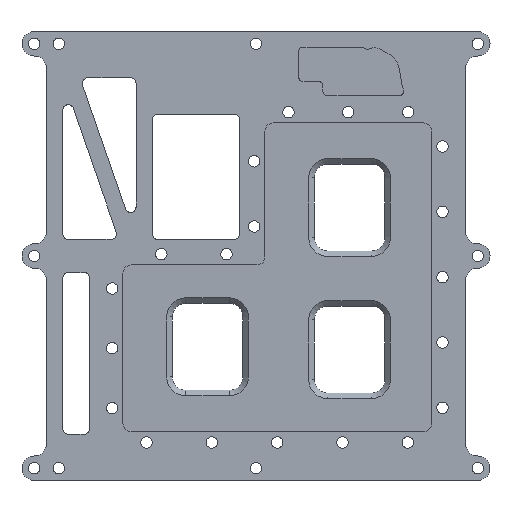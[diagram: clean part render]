
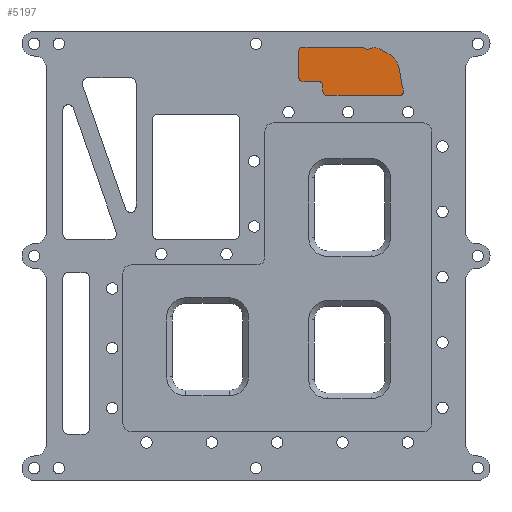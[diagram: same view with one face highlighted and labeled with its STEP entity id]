
A CAD part, front view. The second image highlights one B-rep face of the part: STEP entity #5197.
In plain terms, the highlighted planar face has unit normal (0, -1, 0).
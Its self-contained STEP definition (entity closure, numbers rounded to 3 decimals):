
#57 = VERTEX_POINT ( 'NONE', #7682 ) ;
#74 = CARTESIAN_POINT ( 'NONE',  ( 26.432, 0.75, 30.27 ) ) ;
#131 = CARTESIAN_POINT ( 'NONE',  ( 26.54, 0.75, 33.047 ) ) ;
#171 = VECTOR ( 'NONE', #1163, 1000. ) ;
#265 = EDGE_CURVE ( 'NONE', #7697, #5887, #2099, .T. ) ;
#281 = AXIS2_PLACEMENT_3D ( 'NONE', #74, #7759, #7004 ) ;
#340 = DIRECTION ( 'NONE',  ( 0., -1., 0. ) ) ;
#350 = EDGE_CURVE ( 'NONE', #8166, #57, #5831, .T. ) ;
#371 = AXIS2_PLACEMENT_3D ( 'NONE', #6017, #6681, #7351 ) ;
#555 = CARTESIAN_POINT ( 'NONE',  ( 7.881, 0.75, 32.81 ) ) ;
#669 = CARTESIAN_POINT ( 'NONE',  ( 27.139, 0.75, 30.521 ) ) ;
#841 = VERTEX_POINT ( 'NONE', #2041 ) ;
#868 = CARTESIAN_POINT ( 'NONE',  ( 7.881, 0.75, 37.654 ) ) ;
#958 = ORIENTED_EDGE ( 'NONE', *, *, #7268, .T. ) ;
#1080 = VECTOR ( 'NONE', #7287, 1000. ) ;
#1093 = VECTOR ( 'NONE', #4018, 1000. ) ;
#1138 = ORIENTED_EDGE ( 'NONE', *, *, #265, .T. ) ;
#1163 = DIRECTION ( 'NONE',  ( 1., 0., 0. ) ) ;
#1213 = FACE_OUTER_BOUND ( 'NONE', #1810, .T. ) ;
#1466 = CARTESIAN_POINT ( 'NONE',  ( 20.034, 0.75, 38.082 ) ) ;
#1549 = AXIS2_PLACEMENT_3D ( 'NONE', #7498, #2358, #6829 ) ;
#1651 = LINE ( 'NONE', #3651, #1080 ) ;
#1668 = DIRECTION ( 'NONE',  ( 0., 1., 0. ) ) ;
#1709 = DIRECTION ( 'NONE',  ( 0., 0., -1. ) ) ;
#1728 = VERTEX_POINT ( 'NONE', #6513 ) ;
#1810 = EDGE_LOOP ( 'NONE', ( #8043, #6913, #5524, #3730, #4533, #1138, #8117, #958, #3455, #4689, #5185, #4327 ) ) ;
#1935 = CARTESIAN_POINT ( 'NONE',  ( 27.147, 0.75, 30.498 ) ) ;
#2041 = CARTESIAN_POINT ( 'NONE',  ( 26.432, 0.75, 29.52 ) ) ;
#2044 = CARTESIAN_POINT ( 'NONE',  ( 26.786, 0.75, 31.181 ) ) ;
#2068 = CIRCLE ( 'NONE', #1549, 0.75 ) ;
#2099 = CIRCLE ( 'NONE', #371, 0.75 ) ;
#2149 = EDGE_CURVE ( 'NONE', #3729, #841, #7476, .T. ) ;
#2233 = AXIS2_PLACEMENT_3D ( 'NONE', #3507, #1668, #1709 ) ;
#2278 = CIRCLE ( 'NONE', #8026, 0.75 ) ;
#2358 = DIRECTION ( 'NONE',  ( 0., 1., 0. ) ) ;
#2473 = DIRECTION ( 'NONE',  ( 0., 0., -1. ) ) ;
#2555 = CARTESIAN_POINT ( 'NONE',  ( 13.02, 0.75, 30.27 ) ) ;
#2586 = CARTESIAN_POINT ( 'NONE',  ( 27.147, 0.75, 30.498 ) ) ;
#2631 = CARTESIAN_POINT ( 'NONE',  ( 0., 0.75, 29.52 ) ) ;
#2687 = VECTOR ( 'NONE', #8071, 1000. ) ;
#2746 = VERTEX_POINT ( 'NONE', #868 ) ;
#3022 = CARTESIAN_POINT ( 'NONE',  ( 8.631, 0.75, 32.06 ) ) ;
#3254 = LINE ( 'NONE', #2631, #2687 ) ;
#3341 = VECTOR ( 'NONE', #4595, 1000. ) ;
#3455 = ORIENTED_EDGE ( 'NONE', *, *, #4955, .T. ) ;
#3507 = CARTESIAN_POINT ( 'NONE',  ( 19.389, 0.75, 37.654 ) ) ;
#3634 = DIRECTION ( 'NONE',  ( 0., -1., 0. ) ) ;
#3651 = CARTESIAN_POINT ( 'NONE',  ( 0., 0.75, 32.06 ) ) ;
#3729 = VERTEX_POINT ( 'NONE', #1935 ) ;
#3730 = ORIENTED_EDGE ( 'NONE', *, *, #5147, .T. ) ;
#3840 = CARTESIAN_POINT ( 'NONE',  ( 21.761, 0.75, 38.521 ) ) ;
#3885 = CIRCLE ( 'NONE', #5360, 0.75 ) ;
#3925 = CARTESIAN_POINT ( 'NONE',  ( 19.899, 0.75, 38.204 ) ) ;
#3941 = EDGE_CURVE ( 'NONE', #5887, #6239, #1651, .T. ) ;
#4012 = CARTESIAN_POINT ( 'NONE',  ( 26.182, 0.75, 36.073 ) ) ;
#4018 = DIRECTION ( 'NONE',  ( 0., 0., -1. ) ) ;
#4128 = EDGE_CURVE ( 'NONE', #4605, #1728, #2278, .T. ) ;
#4327 = ORIENTED_EDGE ( 'NONE', *, *, #2149, .F. ) ;
#4337 = LINE ( 'NONE', #6878, #171 ) ;
#4533 = ORIENTED_EDGE ( 'NONE', *, *, #4557, .T. ) ;
#4555 = CARTESIAN_POINT ( 'NONE',  ( 7.881, 0.75, 0. ) ) ;
#4557 = EDGE_CURVE ( 'NONE', #2746, #7697, #7857, .T. ) ;
#4595 = DIRECTION ( 'NONE',  ( 0., 0., -1. ) ) ;
#4604 = EDGE_CURVE ( 'NONE', #57, #3729, #5591, .T. ) ;
#4605 = VERTEX_POINT ( 'NONE', #7683 ) ;
#4640 = CARTESIAN_POINT ( 'NONE',  ( 12.27, 0.75, 0. ) ) ;
#4689 = ORIENTED_EDGE ( 'NONE', *, *, #4128, .T. ) ;
#4884 = CARTESIAN_POINT ( 'NONE',  ( 0., 0.75, 0. ) ) ;
#4925 = PLANE ( 'NONE',  #6675 ) ;
#4955 = EDGE_CURVE ( 'NONE', #6865, #4605, #5941, .T. ) ;
#5016 = EDGE_CURVE ( 'NONE', #1728, #841, #3254, .T. ) ;
#5147 = EDGE_CURVE ( 'NONE', #6957, #2746, #3885, .T. ) ;
#5185 = ORIENTED_EDGE ( 'NONE', *, *, #5016, .T. ) ;
#5197 = ADVANCED_FACE ( 'NONE', ( #1213 ), #4925, .T. ) ;
#5351 = DIRECTION ( 'NONE',  ( 0., 0., -1. ) ) ;
#5360 = AXIS2_PLACEMENT_3D ( 'NONE', #6063, #340, #5351 ) ;
#5524 = ORIENTED_EDGE ( 'NONE', *, *, #5720, .F. ) ;
#5591 = B_SPLINE_CURVE_WITH_KNOTS ( 'NONE', 3,
 ( #7103, #3925, #1466, #5761, #3840, #6472, #4012, #131, #2044, #669, #2586 ),
 .UNSPECIFIED., .F., .F.,
 ( 4, 1, 1, 1, 1, 1, 1, 1, 4 ),
 ( 0.017, 0.018, 0.057, 0.135, 0.285, 0.492, 0.744, 0.899, 0.905 ),
 .UNSPECIFIED. ) ;
#5720 = EDGE_CURVE ( 'NONE', #6957, #8166, #4337, .T. ) ;
#5761 = CARTESIAN_POINT ( 'NONE',  ( 20.6, 0.75, 37.914 ) ) ;
#5831 = CIRCLE ( 'NONE', #2233, 0.75 ) ;
#5887 = VERTEX_POINT ( 'NONE', #3022 ) ;
#5941 = LINE ( 'NONE', #4640, #1093 ) ;
#6017 = CARTESIAN_POINT ( 'NONE',  ( 8.631, 0.75, 32.81 ) ) ;
#6061 = CARTESIAN_POINT ( 'NONE',  ( 19.389, 0.75, 38.404 ) ) ;
#6063 = CARTESIAN_POINT ( 'NONE',  ( 8.631, 0.75, 37.654 ) ) ;
#6239 = VERTEX_POINT ( 'NONE', #7188 ) ;
#6472 = CARTESIAN_POINT ( 'NONE',  ( 23.731, 0.75, 37.626 ) ) ;
#6513 = CARTESIAN_POINT ( 'NONE',  ( 13.02, 0.75, 29.52 ) ) ;
#6675 = AXIS2_PLACEMENT_3D ( 'NONE', #4884, #3634, #7477 ) ;
#6681 = DIRECTION ( 'NONE',  ( 0., -1., 0. ) ) ;
#6829 = DIRECTION ( 'NONE',  ( 0., 0., -1. ) ) ;
#6865 = VERTEX_POINT ( 'NONE', #7585 ) ;
#6876 = CARTESIAN_POINT ( 'NONE',  ( 8.631, 0.75, 38.404 ) ) ;
#6878 = CARTESIAN_POINT ( 'NONE',  ( 0., 0.75, 38.404 ) ) ;
#6913 = ORIENTED_EDGE ( 'NONE', *, *, #350, .F. ) ;
#6957 = VERTEX_POINT ( 'NONE', #6876 ) ;
#7004 = DIRECTION ( 'NONE',  ( 0., 0., -1. ) ) ;
#7103 = CARTESIAN_POINT ( 'NONE',  ( 19.896, 0.75, 38.206 ) ) ;
#7188 = CARTESIAN_POINT ( 'NONE',  ( 11.52, 0.75, 32.06 ) ) ;
#7268 = EDGE_CURVE ( 'NONE', #6239, #6865, #2068, .T. ) ;
#7287 = DIRECTION ( 'NONE',  ( 1., 0., 0. ) ) ;
#7351 = DIRECTION ( 'NONE',  ( 0., 0., -1. ) ) ;
#7476 = CIRCLE ( 'NONE', #281, 0.75 ) ;
#7477 = DIRECTION ( 'NONE',  ( 0., 0., -1. ) ) ;
#7498 = CARTESIAN_POINT ( 'NONE',  ( 11.52, 0.75, 31.31 ) ) ;
#7585 = CARTESIAN_POINT ( 'NONE',  ( 12.27, 0.75, 31.31 ) ) ;
#7682 = CARTESIAN_POINT ( 'NONE',  ( 19.896, 0.75, 38.206 ) ) ;
#7683 = CARTESIAN_POINT ( 'NONE',  ( 12.27, 0.75, 30.27 ) ) ;
#7697 = VERTEX_POINT ( 'NONE', #555 ) ;
#7759 = DIRECTION ( 'NONE',  ( 0., 1., 0. ) ) ;
#7857 = LINE ( 'NONE', #4555, #3341 ) ;
#8026 = AXIS2_PLACEMENT_3D ( 'NONE', #2555, #8202, #2473 ) ;
#8043 = ORIENTED_EDGE ( 'NONE', *, *, #4604, .F. ) ;
#8071 = DIRECTION ( 'NONE',  ( 1., 0., 0. ) ) ;
#8117 = ORIENTED_EDGE ( 'NONE', *, *, #3941, .T. ) ;
#8166 = VERTEX_POINT ( 'NONE', #6061 ) ;
#8202 = DIRECTION ( 'NONE',  ( 0., -1., 0. ) ) ;
